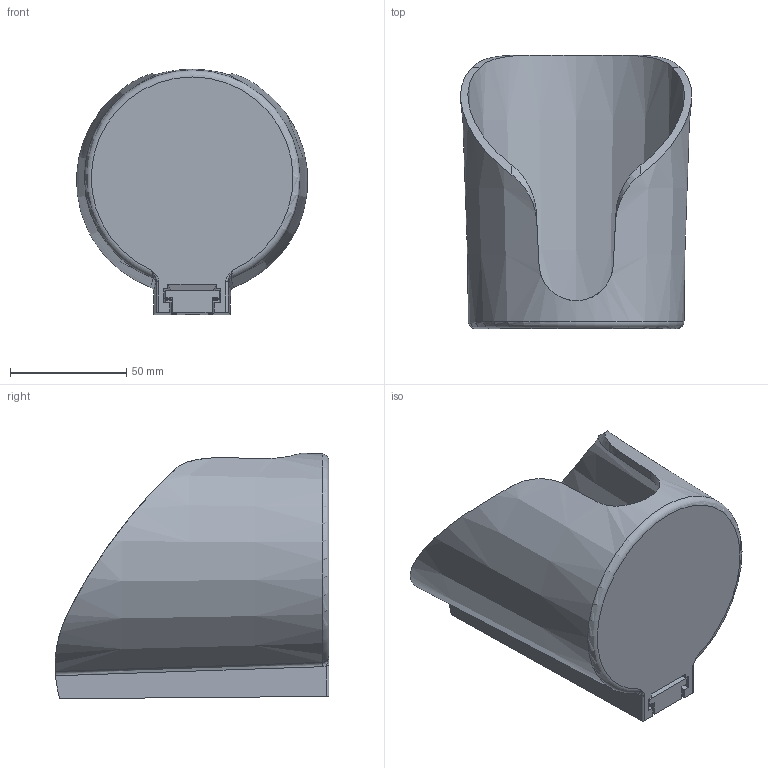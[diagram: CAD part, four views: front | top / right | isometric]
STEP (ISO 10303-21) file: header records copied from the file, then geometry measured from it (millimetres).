
FILE_DESCRIPTION(/* description */ (''),/* implementation_level */ '2;1');
FILE_NAME(/* name */ '11072_KriTec_Becherhalter_Boden_geschlossen.stp',/* time_stamp */ '2014-09-16T08:37:14+02:00',/* author */ ('kostic'),/* organization */ (''),/* preprocessor_version */ 'ST-DEVELOPER v15.2',/* originating_system */ 'Autodesk Inventor 2014',/* authorisation */ '');
FILE_SCHEMA (('AUTOMOTIVE_DESIGN { 1 0 10303 214 3 1 1 }'));
Length unit declared in the file: millimetre
Products named in the file (3): 09308901r01test_2; 093089r01test_1; 11072_KriTec_Becherhalter_Boden_geschlossen
Bounding box: 99.51 x 118 x 105.81 mm (x, y, z)
Volume: 143180.8 mm3; surface area: 79086.1 mm2
Topology: 2 solids, 2 shells, 81 faces, 231 edges, 150 vertices
Faces by surface type: plane 35, cylinder 30, bspline 8, cone 6, torus 2
Entity records: 6967 total; most frequent: CARTESIAN_POINT 4860, ORIENTED_EDGE 442, DIRECTION 410, EDGE_CURVE 221, VERTEX_POINT 148, AXIS2_PLACEMENT_3D 146, LINE 118, VECTOR 118
